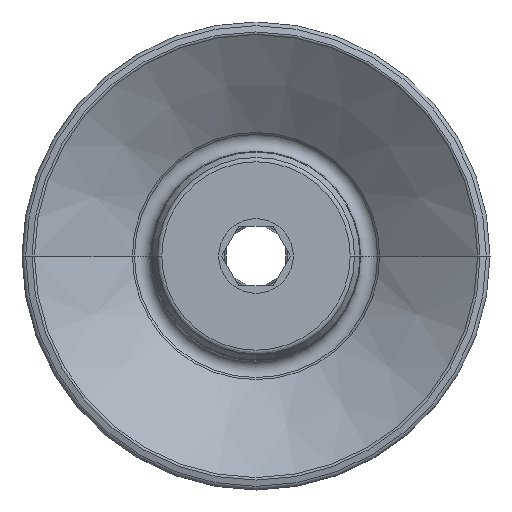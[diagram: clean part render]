
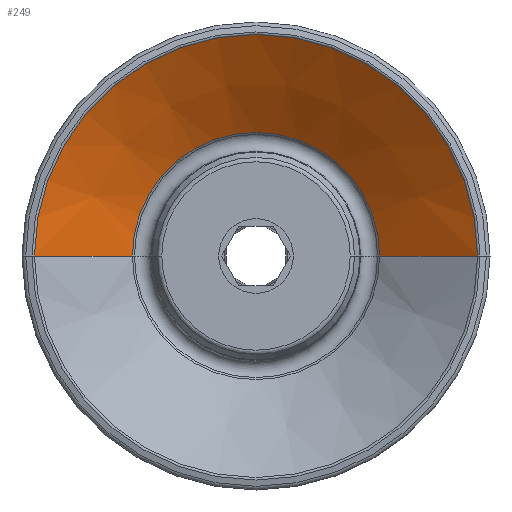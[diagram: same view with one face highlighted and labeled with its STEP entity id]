
A CAD part, front view. The second image highlights one B-rep face of the part: STEP entity #249.
In plain terms, the highlighted conical face has half-angle 55.336 degrees and reference radius 22.25 mm.
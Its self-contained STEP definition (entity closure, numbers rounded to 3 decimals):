
#249=ADVANCED_FACE('',(#650),#651,.F.);
#650=FACE_OUTER_BOUND('',#1225,.T.);
#651=CONICAL_SURFACE('',#1226,22.25,0.966);
#1225=EDGE_LOOP('',(#5355,#5356,#5357,#5358));
#1226=AXIS2_PLACEMENT_3D('',#5359,#5360,#5361);
#5355=ORIENTED_EDGE('',*,*,#6733,.T.);
#5356=ORIENTED_EDGE('',*,*,#6737,.T.);
#5357=ORIENTED_EDGE('',*,*,#6738,.F.);
#5358=ORIENTED_EDGE('',*,*,#6739,.F.);
#5359=CARTESIAN_POINT('',(0.,-35.569,0.0));
#5360=DIRECTION('',(0.,-1.0,0.));
#5361=DIRECTION('',(-1.0,0.,0.));
#6733=EDGE_CURVE('',#7360,#7361,#7362,.T.);
#6737=EDGE_CURVE('',#7361,#7366,#7367,.T.);
#6738=EDGE_CURVE('',#7368,#7366,#7369,.T.);
#6739=EDGE_CURVE('',#7360,#7368,#7370,.T.);
#7360=VERTEX_POINT('',#8210);
#7361=VERTEX_POINT('',#8211);
#7362=CIRCLE('',#8212,12.415);
#7366=VERTEX_POINT('',#8218);
#7367=LINE('',#8219,#8220);
#7368=VERTEX_POINT('',#8221);
#7369=CIRCLE('',#8222,22.25);
#7370=LINE('',#8223,#8224);
#8210=CARTESIAN_POINT('',(-12.415,-28.768,0.));
#8211=CARTESIAN_POINT('',(12.415,-28.768,0.));
#8212=AXIS2_PLACEMENT_3D('',#10660,#10661,#10662);
#8218=CARTESIAN_POINT('',(22.25,-35.569,0.));
#8219=CARTESIAN_POINT('',(22.25,-35.569,0.));
#8220=VECTOR('',#10665,1000.0);
#8221=CARTESIAN_POINT('',(-22.25,-35.569,0.));
#8222=AXIS2_PLACEMENT_3D('',#10666,#10667,#10668);
#8223=CARTESIAN_POINT('',(-22.25,-35.569,0.));
#8224=VECTOR('',#10669,1000.0);
#10660=CARTESIAN_POINT('',(0.,-28.768,0.0));
#10661=DIRECTION('',(0.,1.0,0.));
#10662=DIRECTION('',(1.0,0.,0.));
#10665=DIRECTION('',(0.822,-0.569,0.));
#10666=CARTESIAN_POINT('',(0.,-35.569,0.0));
#10667=DIRECTION('',(0.,1.0,0.));
#10668=DIRECTION('',(1.0,0.,0.));
#10669=DIRECTION('',(-0.822,-0.569,0.));
